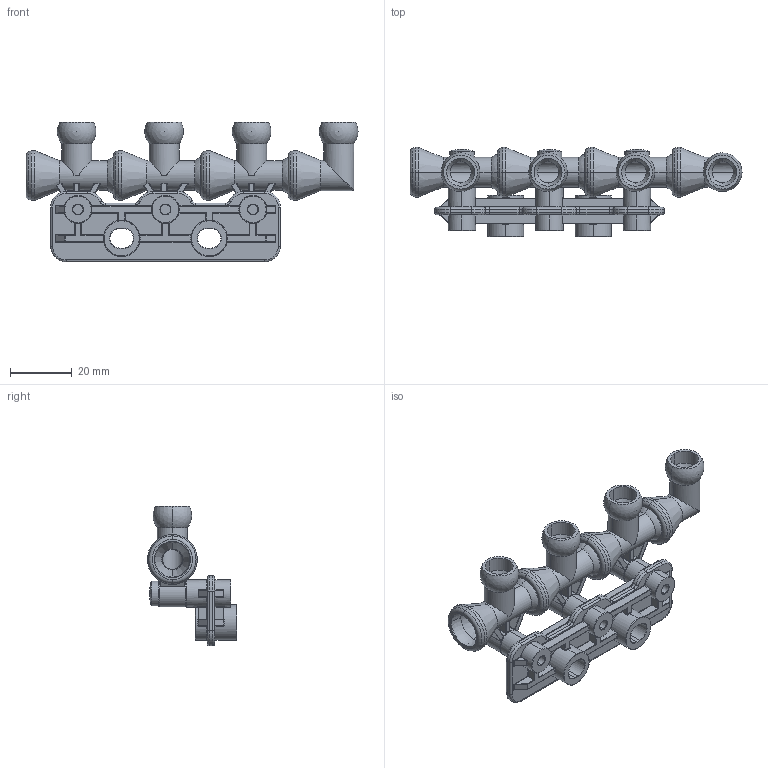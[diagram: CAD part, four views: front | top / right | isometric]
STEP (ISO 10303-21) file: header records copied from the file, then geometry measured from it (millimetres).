
FILE_DESCRIPTION (( 'STEP AP203' ), '1' );
FILE_NAME ('1-4 Modular Manifold.STEP', '2005-02-04T19:19:57', ( 'mark lockwood' ), ( 'lockwood products inc.' ), 'SwSTEP 2.0', 'SolidWorks 2004146', '' );
FILE_SCHEMA (( 'CONFIG_CONTROL_DESIGN' ));
Length unit declared in the file: inch
Products named in the file (1): 1-4 Modular Manifold
Bounding box: 107.96 x 29.03 x 45.4 mm (x, y, z)
Volume: 19289.5 mm3; surface area: 21354.2 mm2
Topology: 8 solids, 8 shells, 1346 faces, 3195 edges, 1714 vertices
Faces by surface type: cylinder 498, plane 236, torus 226, bspline 198, sphere 144, cone 44
Entity records: 80665 total; most frequent: CARTESIAN_POINT 51568, DIRECTION 6352, ORIENTED_EDGE 6012, EDGE_CURVE 3006, AXIS2_PLACEMENT_3D 2686, VERTEX_POINT 1681, CIRCLE 1537, EDGE_LOOP 1381
